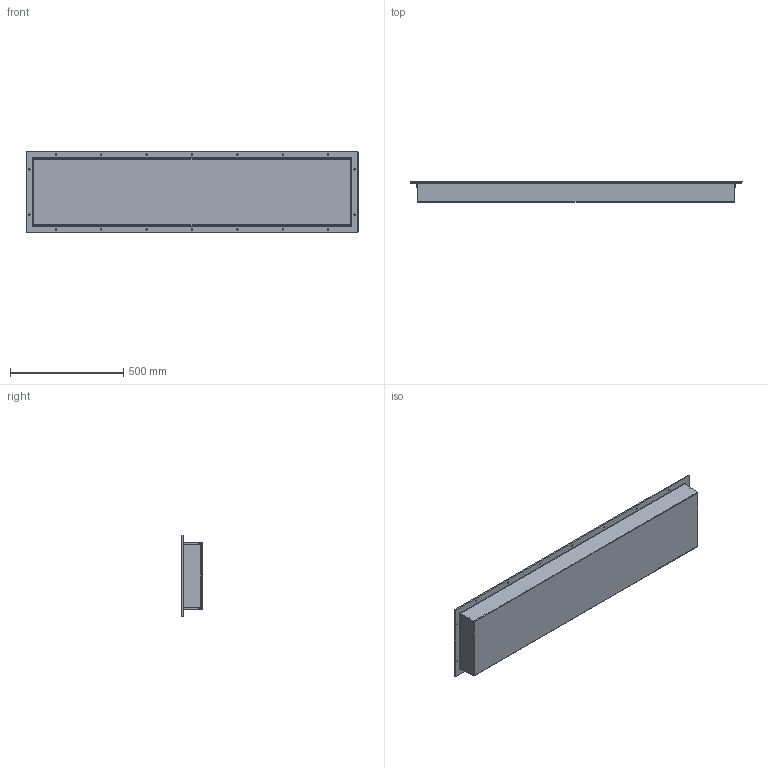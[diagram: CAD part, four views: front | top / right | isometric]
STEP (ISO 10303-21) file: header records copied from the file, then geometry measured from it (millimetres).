
FILE_DESCRIPTION (( 'STEP AP203' ), '1' );
FILE_NAME ('Shower Niche 1400.STEP', '2023-01-31T13:10:03', ( '' ), ( '' ), 'SwSTEP 2.0', 'SolidWorks 2020', '' );
FILE_SCHEMA (( 'CONFIG_CONTROL_DESIGN' ));
Length unit declared in the file: millimetre
Products named in the file (1): Shower Niche 1400
Bounding box: 1464 x 91 x 360 mm (x, y, z)
Volume: 3447815.5 mm3; surface area: 1624916.6 mm2
Topology: 1 solids, 1 shells, 140 faces, 340 edges, 200 vertices
Faces by surface type: cone 76, cylinder 24, bspline 20, plane 16, sphere 4
Entity records: 4433 total; most frequent: CARTESIAN_POINT 1097, DIRECTION 698, ORIENTED_EDGE 672, EDGE_CURVE 336, AXIS2_PLACEMENT_3D 281, VERTEX_POINT 200, EDGE_LOOP 178, CIRCLE 160
